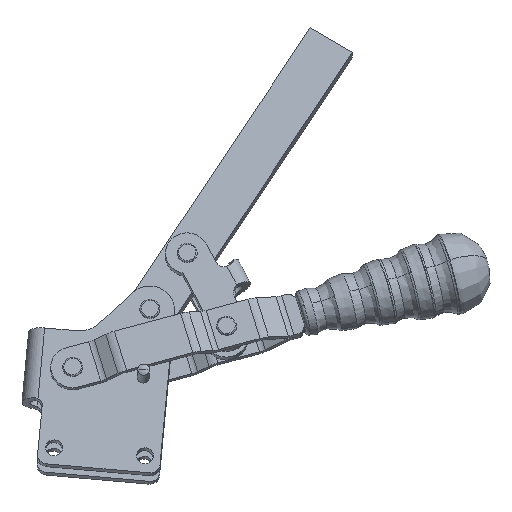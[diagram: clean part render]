
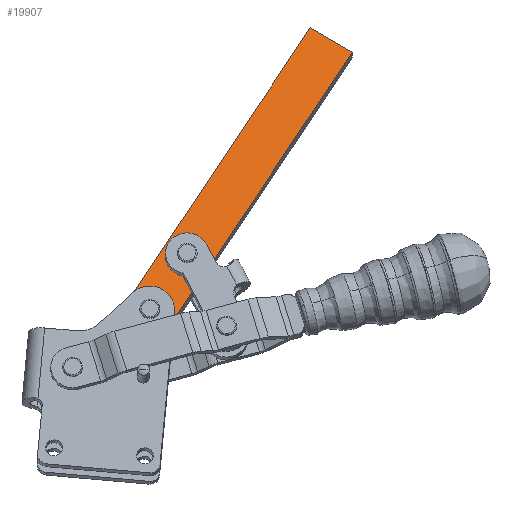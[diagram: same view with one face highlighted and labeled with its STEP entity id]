
A CAD part, front view. The second image highlights one B-rep face of the part: STEP entity #19907.
In plain terms, the highlighted planar face has unit normal (0.016, -0.935, 0.354).
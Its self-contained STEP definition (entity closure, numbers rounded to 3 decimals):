
#2728=CARTESIAN_POINT('',(-31.987,-19.973,144.535));
#2729=VERTEX_POINT('',#2728);
#2745=CARTESIAN_POINT('',(-24.034,-21.975,138.901));
#2746=VERTEX_POINT('',#2745);
#2753=CARTESIAN_POINT('',(-33.905,-23.841,134.418));
#2754=DIRECTION('',(-0.016,0.935,-0.355));
#2755=DIRECTION('',(-0.174,-0.352,-0.92));
#2756=AXIS2_PLACEMENT_3D('',#2753,#2754,#2755);
#2757=CIRCLE('',#2756,11.);
#2758=EDGE_CURVE('',#2729,#2746,#2757,.T.);
#18691=CARTESIAN_POINT('',(-61.625,-31.875,114.461));
#18692=VERTEX_POINT('',#18691);
#18699=CARTESIAN_POINT('',(-62.643,-32.251,113.516));
#18700=VERTEX_POINT('',#18699);
#18701=CARTESIAN_POINT('',(-62.643,-32.251,113.516));
#18702=DIRECTION('',(0.707,0.261,0.657));
#18703=VECTOR('',#18702,1.439);
#18704=LINE('',#18701,#18703);
#18705=EDGE_CURVE('',#18700,#18692,#18704,.T.);
#18754=CARTESIAN_POINT('',(-40.342,-35.086,105.049));
#18755=VERTEX_POINT('',#18754);
#18756=CARTESIAN_POINT('',(-52.792,-34.881,106.143));
#18757=DIRECTION('',(-0.016,0.935,-0.355));
#18758=DIRECTION('',(0.996,-0.016,-0.088));
#18759=AXIS2_PLACEMENT_3D('',#18756,#18757,#18758);
#18760=CIRCLE('',#18759,12.5);
#18761=EDGE_CURVE('',#18692,#18755,#18760,.T.);
#19466=CARTESIAN_POINT('',(-40.603,-36.144,102.269));
#19467=VERTEX_POINT('',#19466);
#19474=CARTESIAN_POINT('',(-40.603,-36.144,102.269));
#19475=DIRECTION('',(0.088,0.354,0.931));
#19476=VECTOR('',#19475,2.986);
#19477=LINE('',#19474,#19476);
#19478=EDGE_CURVE('',#19467,#18755,#19477,.T.);
#19734=CARTESIAN_POINT('',(28.26,20.88,249.599));
#19735=VERTEX_POINT('',#19734);
#19736=CARTESIAN_POINT('',(49.483,16.509,237.129));
#19737=VERTEX_POINT('',#19736);
#19738=CARTESIAN_POINT('',(28.26,20.88,249.599));
#19739=DIRECTION('',(0.849,-0.175,-0.499));
#19740=VECTOR('',#19739,25.);
#19741=LINE('',#19738,#19740);
#19742=EDGE_CURVE('',#19735,#19737,#19741,.T.);
#19775=CARTESIAN_POINT('',(-62.643,-32.251,113.516));
#19776=DIRECTION('',(0.528,0.309,0.791));
#19777=VECTOR('',#19776,172.061);
#19778=LINE('',#19775,#19777);
#19779=EDGE_CURVE('',#18700,#19735,#19778,.T.);
#19820=CARTESIAN_POINT('',(-20.561,-24.43,132.274));
#19821=VERTEX_POINT('',#19820);
#19822=CARTESIAN_POINT('',(49.483,16.509,237.129));
#19823=DIRECTION('',(-0.528,-0.309,-0.791));
#19824=VECTOR('',#19823,132.577);
#19825=LINE('',#19822,#19824);
#19826=EDGE_CURVE('',#19737,#19821,#19825,.T.);
#19828=CARTESIAN_POINT('',(-31.454,-30.796,115.967));
#19829=VERTEX_POINT('',#19828);
#19836=CARTESIAN_POINT('',(-31.454,-30.796,115.967));
#19837=DIRECTION('',(-0.528,-0.309,-0.791));
#19838=VECTOR('',#19837,17.319);
#19839=LINE('',#19836,#19838);
#19840=EDGE_CURVE('',#19829,#19467,#19839,.T.);
#19871=CARTESIAN_POINT('',(-8.943,-9.252,171.785));
#19872=DIRECTION('',(0.016,-0.935,0.355));
#19873=DIRECTION('',(-0.528,-0.309,-0.791));
#19874=AXIS2_PLACEMENT_3D('',#19871,#19872,#19873);
#19875=PLANE('',#19874);
#19876=CARTESIAN_POINT('',(-24.034,-21.975,138.901));
#19877=DIRECTION('',(0.441,-0.312,-0.842));
#19878=VECTOR('',#19877,7.874);
#19879=LINE('',#19876,#19878);
#19880=EDGE_CURVE('',#2746,#19821,#19879,.T.);
#19881=ORIENTED_EDGE('',*,*,#19880,.T.);
#19882=ORIENTED_EDGE('',*,*,#19826,.F.);
#19883=ORIENTED_EDGE('',*,*,#19742,.F.);
#19884=ORIENTED_EDGE('',*,*,#19779,.F.);
#19885=ORIENTED_EDGE('',*,*,#18705,.T.);
#19886=ORIENTED_EDGE('',*,*,#18761,.T.);
#19887=ORIENTED_EDGE('',*,*,#19478,.F.);
#19888=ORIENTED_EDGE('',*,*,#19840,.F.);
#19889=CARTESIAN_POINT('',(-35.822,-27.71,124.3));
#19890=VERTEX_POINT('',#19889);
#19891=CARTESIAN_POINT('',(-31.454,-30.796,115.967));
#19892=DIRECTION('',(-0.441,0.312,0.842));
#19893=VECTOR('',#19892,9.902);
#19894=LINE('',#19891,#19893);
#19895=EDGE_CURVE('',#19829,#19890,#19894,.T.);
#19896=ORIENTED_EDGE('',*,*,#19895,.T.);
#19897=CARTESIAN_POINT('',(-33.905,-23.841,134.418));
#19898=DIRECTION('',(-0.016,0.935,-0.355));
#19899=DIRECTION('',(-0.174,-0.352,-0.92));
#19900=AXIS2_PLACEMENT_3D('',#19897,#19898,#19899);
#19901=CIRCLE('',#19900,11.);
#19902=EDGE_CURVE('',#19890,#2729,#19901,.T.);
#19903=ORIENTED_EDGE('',*,*,#19902,.T.);
#19904=ORIENTED_EDGE('',*,*,#2758,.T.);
#19905=EDGE_LOOP('',(#19881,#19882,#19883,#19884,#19885,#19886,#19887,#19888,#19896,#19903,#19904));
#19906=FACE_OUTER_BOUND('',#19905,.T.);
#19907=ADVANCED_FACE('',(#19906),#19875,.T.);
